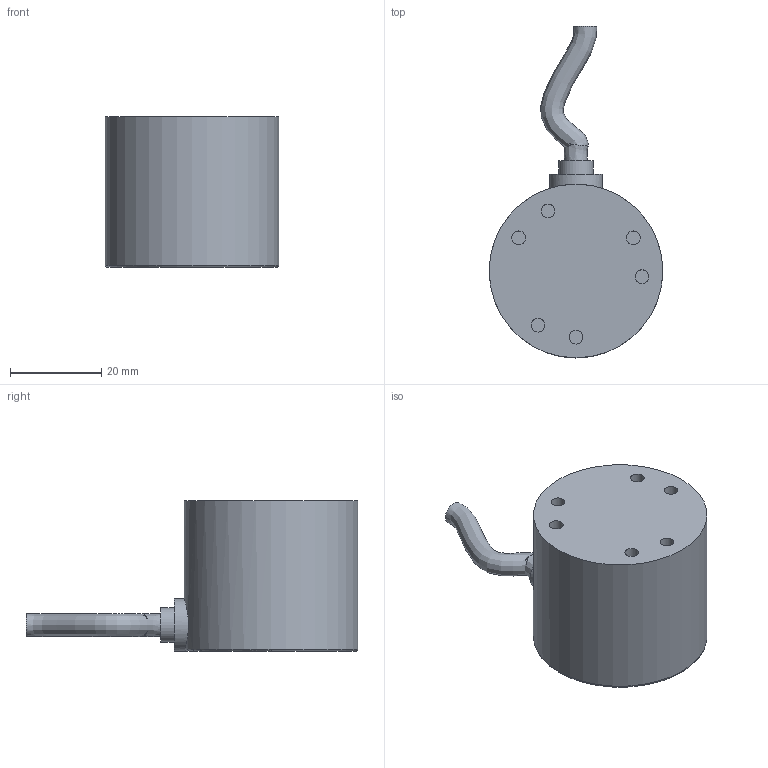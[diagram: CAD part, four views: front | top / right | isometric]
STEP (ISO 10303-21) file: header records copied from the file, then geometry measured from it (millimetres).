
FILE_DESCRIPTION(/* description */ (''),/* implementation_level */ '2;1');
FILE_NAME(/* name */ 'encoder_body_ipt_d862f4e4.STEP',/* time_stamp */ '2022-12-24T23:19:12+02:00',/* author */ ('lenovo'),/* organization */ (''),/* preprocessor_version */ 'ST-DEVELOPER v17',/* originating_system */ 'Autodesk Inventor 2019',/* authorisation */ '');
FILE_SCHEMA (('AUTOMOTIVE_DESIGN { 1 0 10303 214 3 1 1 }'));
Length unit declared in the file: millimetre
Products named in the file (1): encoder_body
Bounding box: 38 x 72.66 x 33 mm (x, y, z)
Volume: 38116.2 mm3; surface area: 7330 mm2
Topology: 1 solids, 1 shells, 24 faces, 52 edges, 38 vertices
Faces by surface type: plane 11, cylinder 9, torus 2, bspline 2
Full cylindrical faces by diameter (mm): 2.99 x3, 3 x3, 7.5 x1, 11.5 x1, 38 x1
Entity records: 1096 total; most frequent: CARTESIAN_POINT 491, DIRECTION 131, ORIENTED_EDGE 104, AXIS2_PLACEMENT_3D 61, EDGE_CURVE 52, VERTEX_POINT 38, CIRCLE 37, EDGE_LOOP 32
